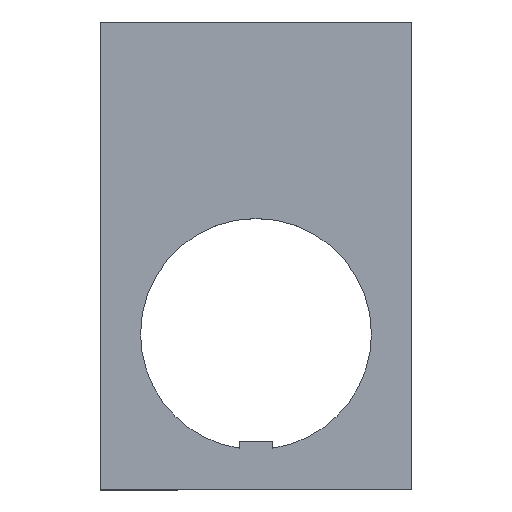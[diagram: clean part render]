
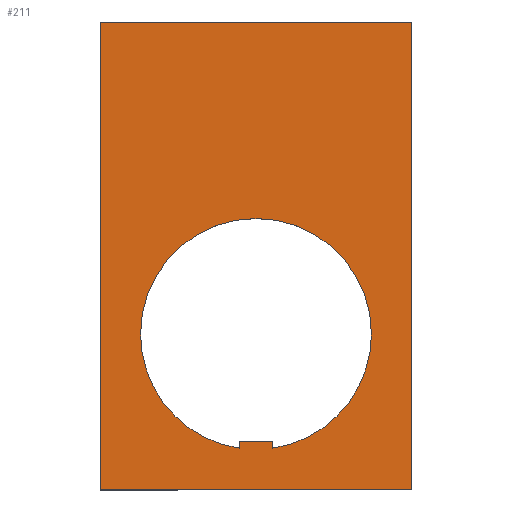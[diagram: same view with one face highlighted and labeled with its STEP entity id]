
A CAD part, top view. The second image highlights one B-rep face of the part: STEP entity #211.
In plain terms, the highlighted planar face has unit normal (0, 0, 1).
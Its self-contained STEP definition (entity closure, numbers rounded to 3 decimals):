
#4 = DIRECTION ( 'NONE',  ( 1., 0., 0. ) ) ;
#7 = VERTEX_POINT ( 'NONE', #213 ) ;
#12 = VERTEX_POINT ( 'NONE', #400 ) ;
#28 = DIRECTION ( 'NONE',  ( 1., 0., 0. ) ) ;
#31 = DIRECTION ( 'NONE',  ( 0., 1., 0. ) ) ;
#33 = CARTESIAN_POINT ( 'NONE',  ( 15., -22.5, 0.65 ) ) ;
#38 = DIRECTION ( 'NONE',  ( 0., -1., 0. ) ) ;
#48 = CARTESIAN_POINT ( 'NONE',  ( -15., -22.5, 0.65 ) ) ;
#51 = EDGE_CURVE ( 'NONE', #12, #168, #198, .T. ) ;
#55 = VERTEX_POINT ( 'NONE', #292 ) ;
#57 = EDGE_LOOP ( 'NONE', ( #171, #273, #278, #99 ) ) ;
#59 = FACE_OUTER_BOUND ( 'NONE', #57, .T. ) ;
#63 = VERTEX_POINT ( 'NONE', #48 ) ;
#68 = DIRECTION ( 'NONE',  ( 0., 1., 0. ) ) ;
#72 = EDGE_CURVE ( 'NONE', #170, #75, #269, .T. ) ;
#75 = VERTEX_POINT ( 'NONE', #355 ) ;
#81 = DIRECTION ( 'NONE',  ( 1., 0., 0. ) ) ;
#87 = CARTESIAN_POINT ( 'NONE',  ( 11.1, -7.5, 0.65 ) ) ;
#91 = LINE ( 'NONE', #191, #302 ) ;
#99 = ORIENTED_EDGE ( 'NONE', *, *, #315, .T. ) ;
#114 = CARTESIAN_POINT ( 'NONE',  ( 0., -17.8, 0.65 ) ) ;
#118 = EDGE_CURVE ( 'NONE', #63, #218, #173, .T. ) ;
#120 = CARTESIAN_POINT ( 'NONE',  ( 1.6, -17.8, 0.65 ) ) ;
#123 = CARTESIAN_POINT ( 'NONE',  ( 0., -7.5, 0.65 ) ) ;
#126 = CARTESIAN_POINT ( 'NONE',  ( 0., 0., 0.65 ) ) ;
#131 = LINE ( 'NONE', #365, #149 ) ;
#134 = EDGE_CURVE ( 'NONE', #340, #168, #91, .T. ) ;
#149 = VECTOR ( 'NONE', #303, 1000. ) ;
#152 = EDGE_CURVE ( 'NONE', #75, #7, #379, .T. ) ;
#160 = AXIS2_PLACEMENT_3D ( 'NONE', #126, #201, #4 ) ;
#163 = DIRECTION ( 'NONE',  ( -1., 0., 0. ) ) ;
#166 = PLANE ( 'NONE',  #160 ) ;
#168 = VERTEX_POINT ( 'NONE', #120 ) ;
#170 = VERTEX_POINT ( 'NONE', #87 ) ;
#171 = ORIENTED_EDGE ( 'NONE', *, *, #286, .T. ) ;
#173 = LINE ( 'NONE', #383, #372 ) ;
#182 = ORIENTED_EDGE ( 'NONE', *, *, #72, .F. ) ;
#191 = CARTESIAN_POINT ( 'NONE',  ( 1.6, 0., 0.65 ) ) ;
#198 = LINE ( 'NONE', #114, #204 ) ;
#200 = EDGE_CURVE ( 'NONE', #340, #170, #308, .T. ) ;
#201 = DIRECTION ( 'NONE',  ( 0., 0., 1. ) ) ;
#204 = VECTOR ( 'NONE', #215, 1000. ) ;
#211 = ADVANCED_FACE ( 'NONE', ( #59, #298 ), #166, .T. ) ;
#213 = CARTESIAN_POINT ( 'NONE',  ( -1.6, -18.484, 0.65 ) ) ;
#215 = DIRECTION ( 'NONE',  ( 1., 0., 0. ) ) ;
#216 = AXIS2_PLACEMENT_3D ( 'NONE', #123, #359, #28 ) ;
#218 = VERTEX_POINT ( 'NONE', #33 ) ;
#221 = LINE ( 'NONE', #231, #390 ) ;
#227 = ORIENTED_EDGE ( 'NONE', *, *, #51, .F. ) ;
#228 = DIRECTION ( 'NONE',  ( 0., 0., 1. ) ) ;
#231 = CARTESIAN_POINT ( 'NONE',  ( 15., -22.5, 0.65 ) ) ;
#237 = AXIS2_PLACEMENT_3D ( 'NONE', #251, #350, #81 ) ;
#241 = ORIENTED_EDGE ( 'NONE', *, *, #152, .F. ) ;
#244 = LINE ( 'NONE', #306, #364 ) ;
#248 = VERTEX_POINT ( 'NONE', #267 ) ;
#251 = CARTESIAN_POINT ( 'NONE',  ( 0., -7.5, 0.65 ) ) ;
#265 = EDGE_LOOP ( 'NONE', ( #295, #374, #227, #360, #241, #182 ) ) ;
#267 = CARTESIAN_POINT ( 'NONE',  ( -15., 22.5, 0.65 ) ) ;
#269 = CIRCLE ( 'NONE', #237, 11.1 ) ;
#273 = ORIENTED_EDGE ( 'NONE', *, *, #118, .T. ) ;
#276 = AXIS2_PLACEMENT_3D ( 'NONE', #335, #228, #393 ) ;
#278 = ORIENTED_EDGE ( 'NONE', *, *, #304, .T. ) ;
#279 = DIRECTION ( 'NONE',  ( 1., 0., 0. ) ) ;
#286 = EDGE_CURVE ( 'NONE', #248, #63, #244, .T. ) ;
#292 = CARTESIAN_POINT ( 'NONE',  ( 15., 22.5, 0.65 ) ) ;
#295 = ORIENTED_EDGE ( 'NONE', *, *, #200, .F. ) ;
#298 = FACE_BOUND ( 'NONE', #265, .T. ) ;
#302 = VECTOR ( 'NONE', #31, 1000. ) ;
#303 = DIRECTION ( 'NONE',  ( 0., 1., 0. ) ) ;
#304 = EDGE_CURVE ( 'NONE', #218, #55, #221, .T. ) ;
#306 = CARTESIAN_POINT ( 'NONE',  ( -15., -22.5, 0.65 ) ) ;
#308 = CIRCLE ( 'NONE', #276, 11.1 ) ;
#309 = EDGE_CURVE ( 'NONE', #7, #12, #131, .T. ) ;
#315 = EDGE_CURVE ( 'NONE', #55, #248, #325, .T. ) ;
#325 = LINE ( 'NONE', #389, #399 ) ;
#335 = CARTESIAN_POINT ( 'NONE',  ( 0., -7.5, 0.65 ) ) ;
#340 = VERTEX_POINT ( 'NONE', #368 ) ;
#350 = DIRECTION ( 'NONE',  ( 0., 0., 1. ) ) ;
#355 = CARTESIAN_POINT ( 'NONE',  ( -11.1, -7.5, 0.65 ) ) ;
#359 = DIRECTION ( 'NONE',  ( 0., 0., 1. ) ) ;
#360 = ORIENTED_EDGE ( 'NONE', *, *, #309, .F. ) ;
#364 = VECTOR ( 'NONE', #38, 1000. ) ;
#365 = CARTESIAN_POINT ( 'NONE',  ( -1.6, 0., 0.65 ) ) ;
#368 = CARTESIAN_POINT ( 'NONE',  ( 1.6, -18.484, 0.65 ) ) ;
#372 = VECTOR ( 'NONE', #279, 1000. ) ;
#374 = ORIENTED_EDGE ( 'NONE', *, *, #134, .T. ) ;
#379 = CIRCLE ( 'NONE', #216, 11.1 ) ;
#383 = CARTESIAN_POINT ( 'NONE',  ( 15., -22.5, 0.65 ) ) ;
#389 = CARTESIAN_POINT ( 'NONE',  ( 15., 22.5, 0.65 ) ) ;
#390 = VECTOR ( 'NONE', #68, 1000. ) ;
#393 = DIRECTION ( 'NONE',  ( 1., 0., 0. ) ) ;
#399 = VECTOR ( 'NONE', #163, 1000. ) ;
#400 = CARTESIAN_POINT ( 'NONE',  ( -1.6, -17.8, 0.65 ) ) ;
